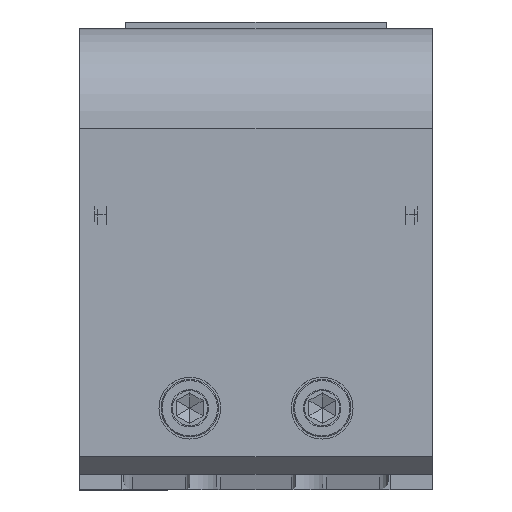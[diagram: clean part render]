
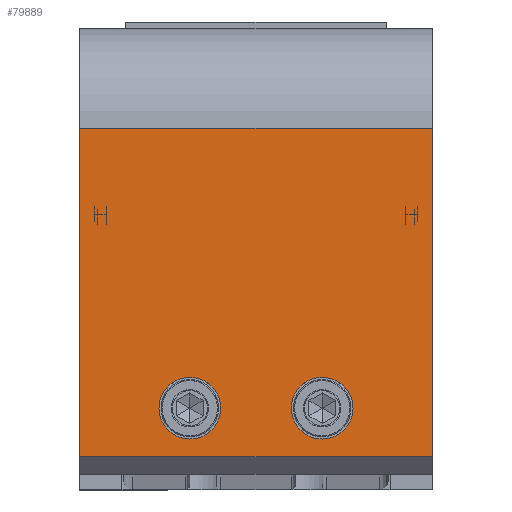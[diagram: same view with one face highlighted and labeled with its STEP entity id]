
A CAD part, top view. The second image highlights one B-rep face of the part: STEP entity #79889.
In plain terms, the highlighted planar face has unit normal (0, 0, 1).
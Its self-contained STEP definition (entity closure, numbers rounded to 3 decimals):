
#653 = VECTOR ( 'NONE', #175371, 1000. ) ;
#4105 = CARTESIAN_POINT ( 'NONE',  ( 185.798, 237.738, 570.351 ) ) ;
#4755 = EDGE_CURVE ( 'NONE', #80753, #138810, #46600, .T. ) ;
#5696 = ORIENTED_EDGE ( 'NONE', *, *, #14876, .F. ) ;
#6486 = VECTOR ( 'NONE', #164253, 1000. ) ;
#7538 = VERTEX_POINT ( 'NONE', #84495 ) ;
#13653 = DIRECTION ( 'NONE',  ( 1., 0., 0. ) ) ;
#13808 = VERTEX_POINT ( 'NONE', #4105 ) ;
#14876 = EDGE_CURVE ( 'NONE', #67789, #200744, #149513, .T. ) ;
#16088 = FACE_BOUND ( 'NONE', #138213, .T. ) ;
#20086 = ORIENTED_EDGE ( 'NONE', *, *, #191696, .F. ) ;
#20653 = AXIS2_PLACEMENT_3D ( 'NONE', #164633, #81971, #49913 ) ;
#21330 = CARTESIAN_POINT ( 'NONE',  ( 137.798, 174.238, 570.351 ) ) ;
#21829 = CARTESIAN_POINT ( 'NONE',  ( 130.798, 174.238, 570.351 ) ) ;
#22411 = EDGE_CURVE ( 'NONE', #138810, #80753, #59315, .T. ) ;
#27659 = LINE ( 'NONE', #195060, #653 ) ;
#28394 = ORIENTED_EDGE ( 'NONE', *, *, #22411, .F. ) ;
#28784 = EDGE_LOOP ( 'NONE', ( #158853, #82942, #69891, #74632 ) ) ;
#30389 = FACE_BOUND ( 'NONE', #162368, .T. ) ;
#36141 = DIRECTION ( 'NONE',  ( 0., 0., 1. ) ) ;
#42583 = EDGE_CURVE ( 'NONE', #212945, #217517, #27659, .T. ) ;
#45806 = DIRECTION ( 'NONE',  ( 0., 0., 1. ) ) ;
#46600 = CIRCLE ( 'NONE', #88532, 7. ) ;
#47378 = DIRECTION ( 'NONE',  ( 0., -1., 0. ) ) ;
#47388 = LINE ( 'NONE', #116761, #6486 ) ;
#49913 = DIRECTION ( 'NONE',  ( 1., 0., 0. ) ) ;
#51039 = CIRCLE ( 'NONE', #86215, 7. ) ;
#52672 = DIRECTION ( 'NONE',  ( 1., 0., 0. ) ) ;
#59315 = CIRCLE ( 'NONE', #20653, 7. ) ;
#67789 = VERTEX_POINT ( 'NONE', #21330 ) ;
#69205 = CARTESIAN_POINT ( 'NONE',  ( 185.798, 163.238, 570.351 ) ) ;
#69891 = ORIENTED_EDGE ( 'NONE', *, *, #214085, .F. ) ;
#74632 = ORIENTED_EDGE ( 'NONE', *, *, #147154, .T. ) ;
#77959 = EDGE_CURVE ( 'NONE', #7538, #212945, #110184, .T. ) ;
#79889 = ADVANCED_FACE ( 'NONE', ( #16088, #30389, #164865 ), #163795, .F. ) ;
#80753 = VERTEX_POINT ( 'NONE', #163697 ) ;
#81971 = DIRECTION ( 'NONE',  ( 0., 0., 1. ) ) ;
#82942 = ORIENTED_EDGE ( 'NONE', *, *, #42583, .T. ) ;
#84495 = CARTESIAN_POINT ( 'NONE',  ( 105.798, 237.738, 570.351 ) ) ;
#86215 = AXIS2_PLACEMENT_3D ( 'NONE', #148230, #45806, #152334 ) ;
#88532 = AXIS2_PLACEMENT_3D ( 'NONE', #148024, #116060, #13653 ) ;
#93485 = AXIS2_PLACEMENT_3D ( 'NONE', #21829, #36141, #52672 ) ;
#100742 = CARTESIAN_POINT ( 'NONE',  ( 123.798, 174.238, 570.351 ) ) ;
#110184 = LINE ( 'NONE', #195993, #173457 ) ;
#116060 = DIRECTION ( 'NONE',  ( 0., 0., 1. ) ) ;
#116306 = DIRECTION ( 'NONE',  ( 0., 0., -1. ) ) ;
#116761 = CARTESIAN_POINT ( 'NONE',  ( 185.798, 237.738, 570.351 ) ) ;
#122896 = ORIENTED_EDGE ( 'NONE', *, *, #4755, .F. ) ;
#126725 = LINE ( 'NONE', #130019, #172181 ) ;
#130019 = CARTESIAN_POINT ( 'NONE',  ( 185.798, 159.238, 570.351 ) ) ;
#131707 = DIRECTION ( 'NONE',  ( -1., 0., 0. ) ) ;
#138213 = EDGE_LOOP ( 'NONE', ( #5696, #20086 ) ) ;
#138810 = VERTEX_POINT ( 'NONE', #143831 ) ;
#143831 = CARTESIAN_POINT ( 'NONE',  ( 153.798, 174.238, 570.351 ) ) ;
#147154 = EDGE_CURVE ( 'NONE', #13808, #7538, #47388, .T. ) ;
#148024 = CARTESIAN_POINT ( 'NONE',  ( 160.798, 174.238, 570.351 ) ) ;
#148230 = CARTESIAN_POINT ( 'NONE',  ( 130.798, 174.238, 570.351 ) ) ;
#149513 = CIRCLE ( 'NONE', #93485, 7. ) ;
#152334 = DIRECTION ( 'NONE',  ( 1., 0., 0. ) ) ;
#158853 = ORIENTED_EDGE ( 'NONE', *, *, #77959, .T. ) ;
#162368 = EDGE_LOOP ( 'NONE', ( #122896, #28394 ) ) ;
#163697 = CARTESIAN_POINT ( 'NONE',  ( 167.798, 174.238, 570.351 ) ) ;
#163795 = PLANE ( 'NONE',  #199453 ) ;
#164253 = DIRECTION ( 'NONE',  ( -1., 0., 0. ) ) ;
#164633 = CARTESIAN_POINT ( 'NONE',  ( 160.798, 174.238, 570.351 ) ) ;
#164865 = FACE_OUTER_BOUND ( 'NONE', #28784, .T. ) ;
#172181 = VECTOR ( 'NONE', #47378, 1000. ) ;
#173457 = VECTOR ( 'NONE', #210334, 1000. ) ;
#175371 = DIRECTION ( 'NONE',  ( 1., 0., 0. ) ) ;
#190924 = CARTESIAN_POINT ( 'NONE',  ( 105.798, 163.238, 570.351 ) ) ;
#191696 = EDGE_CURVE ( 'NONE', #200744, #67789, #51039, .T. ) ;
#195060 = CARTESIAN_POINT ( 'NONE',  ( 185.798, 163.238, 570.351 ) ) ;
#195993 = CARTESIAN_POINT ( 'NONE',  ( 105.798, 159.238, 570.351 ) ) ;
#199453 = AXIS2_PLACEMENT_3D ( 'NONE', #215461, #116306, #131707 ) ;
#200744 = VERTEX_POINT ( 'NONE', #100742 ) ;
#210334 = DIRECTION ( 'NONE',  ( 0., -1., 0. ) ) ;
#212945 = VERTEX_POINT ( 'NONE', #190924 ) ;
#214085 = EDGE_CURVE ( 'NONE', #13808, #217517, #126725, .T. ) ;
#215461 = CARTESIAN_POINT ( 'NONE',  ( 185.798, 159.238, 570.351 ) ) ;
#217517 = VERTEX_POINT ( 'NONE', #69205 ) ;
